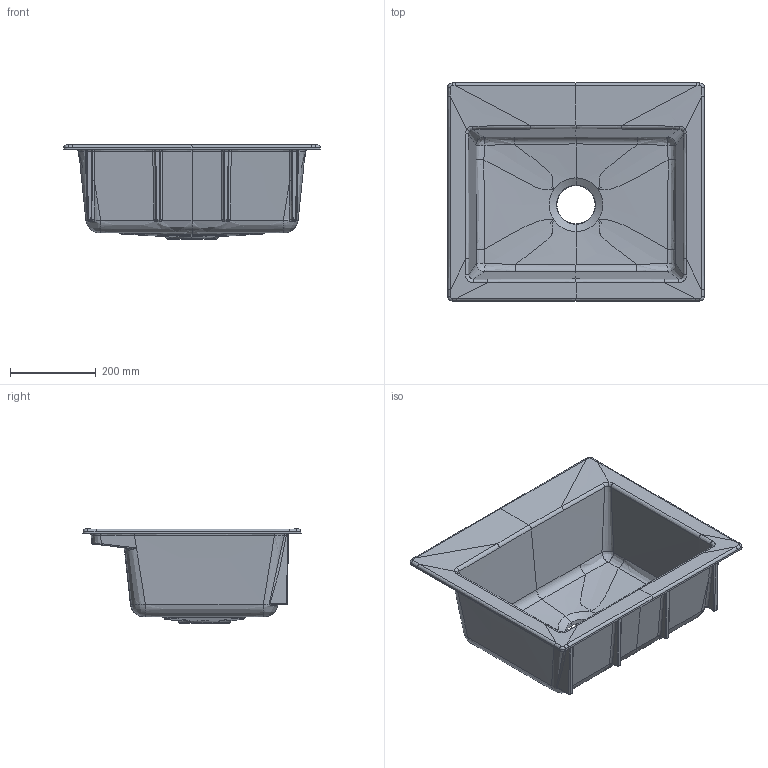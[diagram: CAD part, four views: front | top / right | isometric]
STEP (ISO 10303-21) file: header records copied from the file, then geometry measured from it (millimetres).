
FILE_DESCRIPTION(/* description */ (''),/* implementation_level */ '2;1');
FILE_NAME(/* name */ 'Spuele_3309_Subway_Einbauspuele.stp',/* time_stamp */ '2019-02-27T08:31:57+01:00',/* author */ (''),/* organization */ (''),/* preprocessor_version */ 'ST-DEVELOPER v16',/* originating_system */ 'SIEMENS PLM Software NX 10.0',/* authorisation */ '');
FILE_SCHEMA (('AUTOMOTIVE_DESIGN { 1 0 10303 214 3 1 1 1 }'));
Length unit declared in the file: millimetre
Products named in the file (1): Sier21901581kq5h
Bounding box: 599.79 x 509.79 x 219.95 mm (x, y, z)
Volume: 8063362.5 mm3; surface area: 1194898.8 mm2
Topology: 1 solids, 1 shells, 364 faces, 877 edges, 487 vertices
Faces by surface type: bspline 294, plane 26, cylinder 20, sphere 18, cone 4, torus 2
Entity records: 21403 total; most frequent: CARTESIAN_POINT 15674, ORIENTED_EDGE 1702, EDGE_CURVE 851, B_SPLINE_CURVE_WITH_KNOTS 556, VERTEX_POINT 487, DIRECTION 441, ADVANCED_FACE 364, FACE_OUTER_BOUND 364
